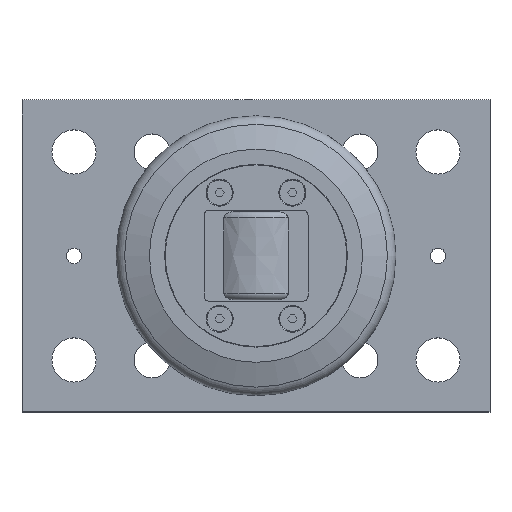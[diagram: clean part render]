
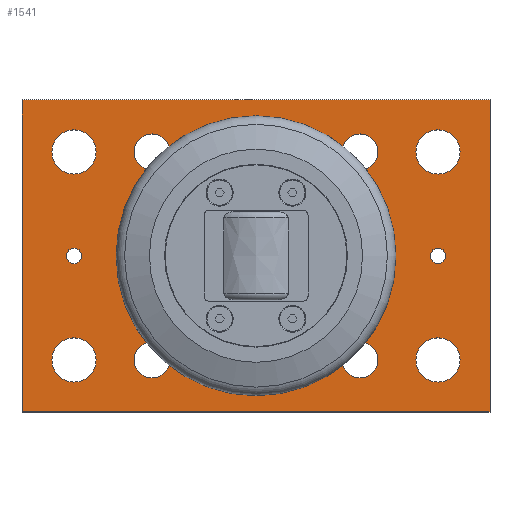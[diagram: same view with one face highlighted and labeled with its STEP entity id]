
A CAD part, top view. The second image highlights one B-rep face of the part: STEP entity #1541.
In plain terms, the highlighted planar face has unit normal (0, 0, 1).
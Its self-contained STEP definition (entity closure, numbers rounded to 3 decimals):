
#45=FACE_BOUND('',#321,.T.);
#46=FACE_BOUND('',#322,.T.);
#47=FACE_BOUND('',#323,.T.);
#48=FACE_BOUND('',#324,.T.);
#49=FACE_BOUND('',#325,.T.);
#50=FACE_BOUND('',#326,.T.);
#51=FACE_BOUND('',#327,.T.);
#52=FACE_BOUND('',#328,.T.);
#53=FACE_BOUND('',#329,.T.);
#54=FACE_BOUND('',#330,.T.);
#55=FACE_BOUND('',#331,.T.);
#110=CIRCLE('',#1684,35.);
#111=CIRCLE('',#1686,6.918);
#112=CIRCLE('',#1687,6.918);
#113=CIRCLE('',#1688,6.918);
#114=CIRCLE('',#1689,6.918);
#115=CIRCLE('',#1690,6.918);
#116=CIRCLE('',#1691,6.918);
#117=CIRCLE('',#1692,6.918);
#118=CIRCLE('',#1693,6.918);
#119=CIRCLE('',#1694,8.5);
#120=CIRCLE('',#1695,8.5);
#121=CIRCLE('',#1696,8.5);
#122=CIRCLE('',#1697,8.5);
#123=CIRCLE('',#1698,3.);
#124=CIRCLE('',#1699,3.);
#223=FACE_OUTER_BOUND('',#320,.T.);
#320=EDGE_LOOP('',(#1213,#1214,#1215,#1216));
#321=EDGE_LOOP('',(#1217,#1218));
#322=EDGE_LOOP('',(#1219,#1220));
#323=EDGE_LOOP('',(#1221,#1222));
#324=EDGE_LOOP('',(#1223,#1224));
#325=EDGE_LOOP('',(#1225));
#326=EDGE_LOOP('',(#1226));
#327=EDGE_LOOP('',(#1227));
#328=EDGE_LOOP('',(#1228));
#329=EDGE_LOOP('',(#1229));
#330=EDGE_LOOP('',(#1230));
#331=EDGE_LOOP('',(#1231));
#470=LINE('',#2517,#596);
#471=LINE('',#2519,#597);
#472=LINE('',#2521,#598);
#473=LINE('',#2522,#599);
#596=VECTOR('',#2021,10.);
#597=VECTOR('',#2022,10.);
#598=VECTOR('',#2023,10.);
#599=VECTOR('',#2024,10.);
#724=VERTEX_POINT('',#2511);
#725=VERTEX_POINT('',#2515);
#726=VERTEX_POINT('',#2516);
#727=VERTEX_POINT('',#2518);
#728=VERTEX_POINT('',#2520);
#729=VERTEX_POINT('',#2523);
#730=VERTEX_POINT('',#2524);
#731=VERTEX_POINT('',#2527);
#732=VERTEX_POINT('',#2528);
#733=VERTEX_POINT('',#2531);
#734=VERTEX_POINT('',#2532);
#735=VERTEX_POINT('',#2535);
#736=VERTEX_POINT('',#2536);
#737=VERTEX_POINT('',#2539);
#738=VERTEX_POINT('',#2541);
#739=VERTEX_POINT('',#2543);
#740=VERTEX_POINT('',#2545);
#741=VERTEX_POINT('',#2547);
#742=VERTEX_POINT('',#2549);
#909=EDGE_CURVE('',#724,#724,#110,.T.);
#910=EDGE_CURVE('',#725,#726,#470,.T.);
#911=EDGE_CURVE('',#727,#725,#471,.T.);
#912=EDGE_CURVE('',#728,#727,#472,.T.);
#913=EDGE_CURVE('',#726,#728,#473,.T.);
#914=EDGE_CURVE('',#729,#730,#111,.T.);
#915=EDGE_CURVE('',#730,#729,#112,.T.);
#916=EDGE_CURVE('',#731,#732,#113,.T.);
#917=EDGE_CURVE('',#732,#731,#114,.T.);
#918=EDGE_CURVE('',#733,#734,#115,.T.);
#919=EDGE_CURVE('',#734,#733,#116,.T.);
#920=EDGE_CURVE('',#735,#736,#117,.T.);
#921=EDGE_CURVE('',#736,#735,#118,.T.);
#922=EDGE_CURVE('',#737,#737,#119,.T.);
#923=EDGE_CURVE('',#738,#738,#120,.T.);
#924=EDGE_CURVE('',#739,#739,#121,.T.);
#925=EDGE_CURVE('',#740,#740,#122,.T.);
#926=EDGE_CURVE('',#741,#741,#123,.T.);
#927=EDGE_CURVE('',#742,#742,#124,.T.);
#1213=ORIENTED_EDGE('',*,*,#910,.F.);
#1214=ORIENTED_EDGE('',*,*,#911,.F.);
#1215=ORIENTED_EDGE('',*,*,#912,.F.);
#1216=ORIENTED_EDGE('',*,*,#913,.F.);
#1217=ORIENTED_EDGE('',*,*,#914,.T.);
#1218=ORIENTED_EDGE('',*,*,#915,.T.);
#1219=ORIENTED_EDGE('',*,*,#916,.T.);
#1220=ORIENTED_EDGE('',*,*,#917,.T.);
#1221=ORIENTED_EDGE('',*,*,#918,.T.);
#1222=ORIENTED_EDGE('',*,*,#919,.T.);
#1223=ORIENTED_EDGE('',*,*,#920,.T.);
#1224=ORIENTED_EDGE('',*,*,#921,.T.);
#1225=ORIENTED_EDGE('',*,*,#922,.T.);
#1226=ORIENTED_EDGE('',*,*,#923,.T.);
#1227=ORIENTED_EDGE('',*,*,#924,.T.);
#1228=ORIENTED_EDGE('',*,*,#925,.T.);
#1229=ORIENTED_EDGE('',*,*,#926,.T.);
#1230=ORIENTED_EDGE('',*,*,#927,.T.);
#1231=ORIENTED_EDGE('',*,*,#909,.T.);
#1477=PLANE('',#1685);
#1541=ADVANCED_FACE('',(#223,#45,#46,#47,#48,#49,#50,#51,#52,#53,#54,#55),
#1477,.T.);
#1684=AXIS2_PLACEMENT_3D('',#2513,#2017,#2018);
#1685=AXIS2_PLACEMENT_3D('',#2514,#2019,#2020);
#1686=AXIS2_PLACEMENT_3D('',#2525,#2025,#2026);
#1687=AXIS2_PLACEMENT_3D('',#2526,#2027,#2028);
#1688=AXIS2_PLACEMENT_3D('',#2529,#2029,#2030);
#1689=AXIS2_PLACEMENT_3D('',#2530,#2031,#2032);
#1690=AXIS2_PLACEMENT_3D('',#2533,#2033,#2034);
#1691=AXIS2_PLACEMENT_3D('',#2534,#2035,#2036);
#1692=AXIS2_PLACEMENT_3D('',#2537,#2037,#2038);
#1693=AXIS2_PLACEMENT_3D('',#2538,#2039,#2040);
#1694=AXIS2_PLACEMENT_3D('',#2540,#2041,#2042);
#1695=AXIS2_PLACEMENT_3D('',#2542,#2043,#2044);
#1696=AXIS2_PLACEMENT_3D('',#2544,#2045,#2046);
#1697=AXIS2_PLACEMENT_3D('',#2546,#2047,#2048);
#1698=AXIS2_PLACEMENT_3D('',#2548,#2049,#2050);
#1699=AXIS2_PLACEMENT_3D('',#2550,#2051,#2052);
#2017=DIRECTION('center_axis',(0.,0.,-1.));
#2018=DIRECTION('ref_axis',(0.,-1.,0.));
#2019=DIRECTION('center_axis',(0.,0.,1.));
#2020=DIRECTION('ref_axis',(1.,0.,0.));
#2021=DIRECTION('',(0.,1.,0.));
#2022=DIRECTION('',(-1.,0.,0.));
#2023=DIRECTION('',(0.,-1.,0.));
#2024=DIRECTION('',(1.,0.,0.));
#2025=DIRECTION('center_axis',(0.,0.,-1.));
#2026=DIRECTION('ref_axis',(1.,0.,0.));
#2027=DIRECTION('center_axis',(0.,0.,-1.));
#2028=DIRECTION('ref_axis',(1.,0.,0.));
#2029=DIRECTION('center_axis',(0.,0.,-1.));
#2030=DIRECTION('ref_axis',(1.,0.,0.));
#2031=DIRECTION('center_axis',(0.,0.,-1.));
#2032=DIRECTION('ref_axis',(1.,0.,0.));
#2033=DIRECTION('center_axis',(0.,0.,-1.));
#2034=DIRECTION('ref_axis',(1.,0.,0.));
#2035=DIRECTION('center_axis',(0.,0.,-1.));
#2036=DIRECTION('ref_axis',(1.,0.,0.));
#2037=DIRECTION('center_axis',(0.,0.,-1.));
#2038=DIRECTION('ref_axis',(1.,0.,0.));
#2039=DIRECTION('center_axis',(0.,0.,-1.));
#2040=DIRECTION('ref_axis',(1.,0.,0.));
#2041=DIRECTION('center_axis',(0.,0.,-1.));
#2042=DIRECTION('ref_axis',(-1.,0.,0.));
#2043=DIRECTION('center_axis',(0.,0.,-1.));
#2044=DIRECTION('ref_axis',(-1.,0.,0.));
#2045=DIRECTION('center_axis',(0.,0.,-1.));
#2046=DIRECTION('ref_axis',(-1.,0.,0.));
#2047=DIRECTION('center_axis',(0.,0.,-1.));
#2048=DIRECTION('ref_axis',(-1.,0.,0.));
#2049=DIRECTION('center_axis',(0.,0.,-1.));
#2050=DIRECTION('ref_axis',(-1.,0.,0.));
#2051=DIRECTION('center_axis',(0.,0.,-1.));
#2052=DIRECTION('ref_axis',(-1.,0.,0.));
#2511=CARTESIAN_POINT('',(90.,95.,20.));
#2513=CARTESIAN_POINT('Origin',(90.,60.,20.));
#2514=CARTESIAN_POINT('Origin',(90.,60.,20.));
#2515=CARTESIAN_POINT('',(0.,0.,20.));
#2516=CARTESIAN_POINT('',(0.,120.,20.));
#2517=CARTESIAN_POINT('',(0.,120.,20.));
#2518=CARTESIAN_POINT('',(180.,0.,20.));
#2519=CARTESIAN_POINT('',(0.,0.,20.));
#2520=CARTESIAN_POINT('',(180.,120.,20.));
#2521=CARTESIAN_POINT('',(180.,0.,20.));
#2522=CARTESIAN_POINT('',(180.,120.,20.));
#2523=CARTESIAN_POINT('',(56.918,20.,20.));
#2524=CARTESIAN_POINT('',(43.083,20.,20.));
#2525=CARTESIAN_POINT('Origin',(50.,20.,20.));
#2526=CARTESIAN_POINT('Origin',(50.,20.,20.));
#2527=CARTESIAN_POINT('',(136.918,20.,20.));
#2528=CARTESIAN_POINT('',(123.083,20.,20.));
#2529=CARTESIAN_POINT('Origin',(130.,20.,20.));
#2530=CARTESIAN_POINT('Origin',(130.,20.,20.));
#2531=CARTESIAN_POINT('',(136.918,100.,20.));
#2532=CARTESIAN_POINT('',(123.083,100.,20.));
#2533=CARTESIAN_POINT('Origin',(130.,100.,20.));
#2534=CARTESIAN_POINT('Origin',(130.,100.,20.));
#2535=CARTESIAN_POINT('',(56.918,100.,20.));
#2536=CARTESIAN_POINT('',(43.083,100.,20.));
#2537=CARTESIAN_POINT('Origin',(50.,100.,20.));
#2538=CARTESIAN_POINT('Origin',(50.,100.,20.));
#2539=CARTESIAN_POINT('',(28.5,20.,20.));
#2540=CARTESIAN_POINT('Origin',(20.,20.,20.));
#2541=CARTESIAN_POINT('',(28.5,100.,20.));
#2542=CARTESIAN_POINT('Origin',(20.,100.,20.));
#2543=CARTESIAN_POINT('',(168.5,20.,20.));
#2544=CARTESIAN_POINT('Origin',(160.,20.,20.));
#2545=CARTESIAN_POINT('',(168.5,100.,20.));
#2546=CARTESIAN_POINT('Origin',(160.,100.,20.));
#2547=CARTESIAN_POINT('',(163.,60.,20.));
#2548=CARTESIAN_POINT('Origin',(160.,60.,20.));
#2549=CARTESIAN_POINT('',(23.,60.,20.));
#2550=CARTESIAN_POINT('Origin',(20.,60.,20.));
